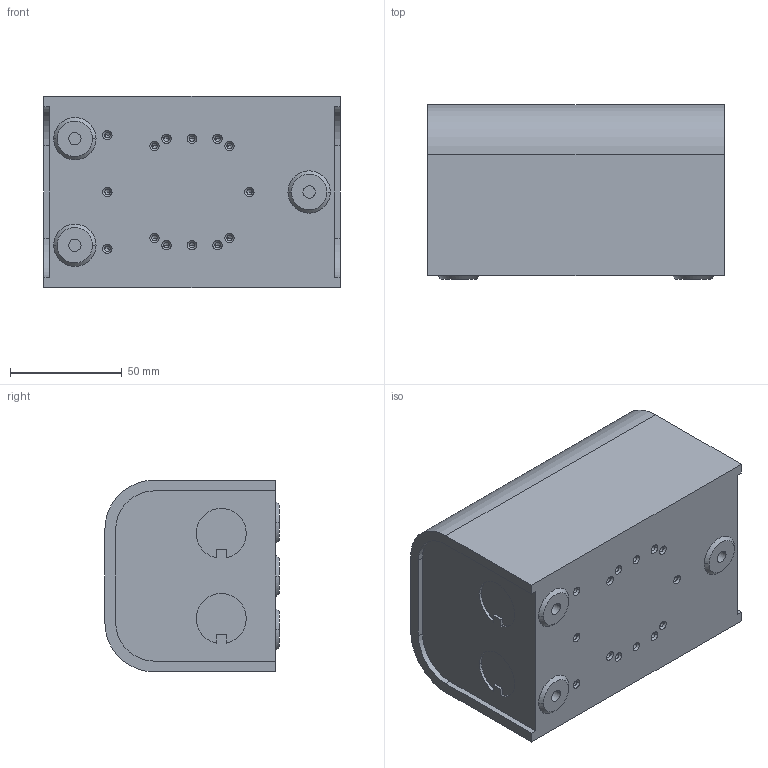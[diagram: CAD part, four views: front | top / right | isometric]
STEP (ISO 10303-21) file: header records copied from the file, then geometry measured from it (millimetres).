
FILE_DESCRIPTION(('starvars output'),'2;1');
FILE_NAME('cv20200729033042000003248.stp','03:30:43 2020/07/29',( 'Thomas Industrial Network Germany GmbH'),( 'Thomas Industrial Network Germany GmbH'),'unknown preprocess','ACIS' ,'unknown authorization');
FILE_SCHEMA(('AUTOMOTIVE_DESIGN_CC2 {UNKNOWN IMPLEMENTATION LEVEL}'));
Length unit declared in the file: millimetre
Products named in the file (1): PRODUCT_ID_1
Bounding box: 132.59 x 77.98 x 85.85 mm (x, y, z)
Volume: 813014.7 mm3; surface area: 55607.9 mm2
Topology: 1 solids, 1 shells, 198 faces, 454 edges, 270 vertices
Faces by surface type: cylinder 84, cone 62, plane 52
Entity records: 6191 total; most frequent: ORIENTED_EDGE 852, CARTESIAN_POINT 718, DIRECTION 680, EDGE_CURVE 426, VERTEX_POINT 270, EDGE_LOOP 238, FACE_BOUND 238, AXIS2_PLACEMENT_3D 232
